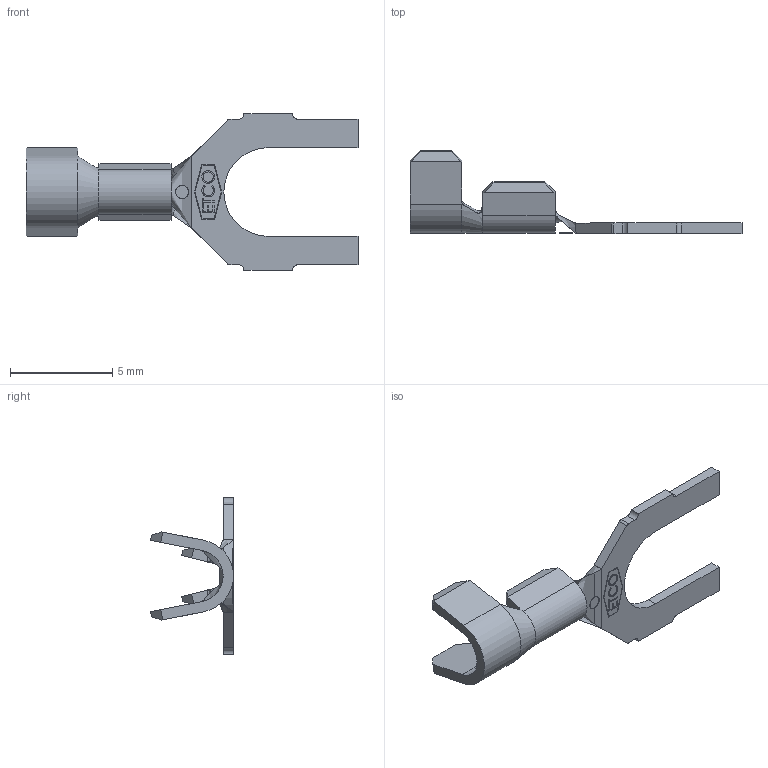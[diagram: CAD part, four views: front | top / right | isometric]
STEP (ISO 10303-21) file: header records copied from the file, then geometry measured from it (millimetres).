
FILE_DESCRIPTION (( 'STEP AP203' ), '1' );
FILE_NAME ('03143.STEP', '2019-12-30T12:47:31', ( 'tempuser' ), ( 'Microsoft' ), 'SwSTEP 2.0', 'SolidWorks 2019', '' );
FILE_SCHEMA (( 'CONFIG_CONTROL_DESIGN' ));
Length unit declared in the file: inch
Products named in the file (1): 03143
Bounding box: 16.26 x 4.06 x 7.65 mm (x, y, z)
Volume: 38.9 mm3; surface area: 193.4 mm2
Topology: 1 solids, 1 shells, 183 faces, 477 edges, 300 vertices
Faces by surface type: plane 119, bspline 35, cylinder 21, cone 8
Entity records: 7163 total; most frequent: CARTESIAN_POINT 2897, ORIENTED_EDGE 946, DIRECTION 723, EDGE_CURVE 473, LINE 345, VECTOR 345, VERTEX_POINT 300, EDGE_LOOP 191
